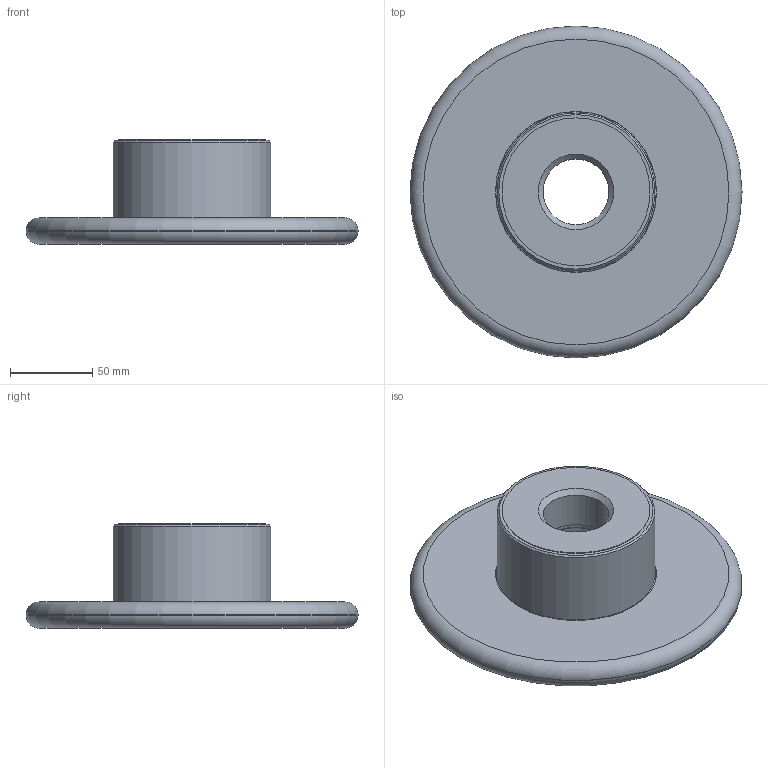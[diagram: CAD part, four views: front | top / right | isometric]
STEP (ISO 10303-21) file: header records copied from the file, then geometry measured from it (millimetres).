
FILE_DESCRIPTION(/* description */ ('3-D model version:1'),/* implementation_level */ '2;1');
FILE_NAME(/* name */ 'R331.32-202Q40KMQ',/* time_stamp */ '2013-08-27T14:05:58+02:00',/* author */ ('CappDp'),/* organization */ ('AB Sandvik Coromant'),/* preprocessor_version */ 'ST-DEVELOPER v11',/* originating_system */ 'SIEMENS UGS NX 6.0',/* authorisation */ '');
FILE_SCHEMA (('AP203_CONFIGURATION_CONTROLLED_3D_DESIGN_OF_MECHANICAL_PARTS_AND_ASSEMBLIES_MIM_LF'));
Length unit declared in the file: millimetre
Products named in the file (1): 9330_2_3D
Bounding box: 202 x 202 x 63.5 mm (x, y, z)
Volume: 1002686.8 mm3; surface area: 145927.2 mm2
Topology: 2 solids, 2 shells, 26 faces, 46 edges, 26 vertices
Faces by surface type: cylinder 8, cone 6, plane 6, torus 6
Full cylindrical faces by diameter (mm): 40.013 x1, 40.3 x1, 58 x1, 90.02 x1, 96 x1, 98 x1, 195.07 x1, 202 x1
Entity records: 634 total; most frequent: DIRECTION 106, CARTESIAN_POINT 79, AXIS2_PLACEMENT_3D 53, FACE_BOUND 52, EDGE_LOOP 52, ORIENTED_EDGE 52, ADVANCED_FACE 26, VERTEX_POINT 26
